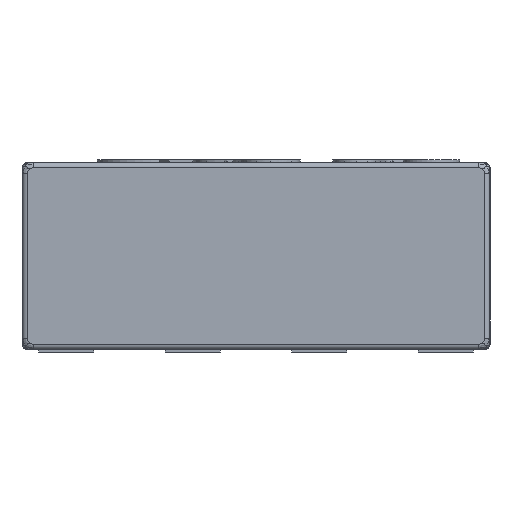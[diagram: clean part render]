
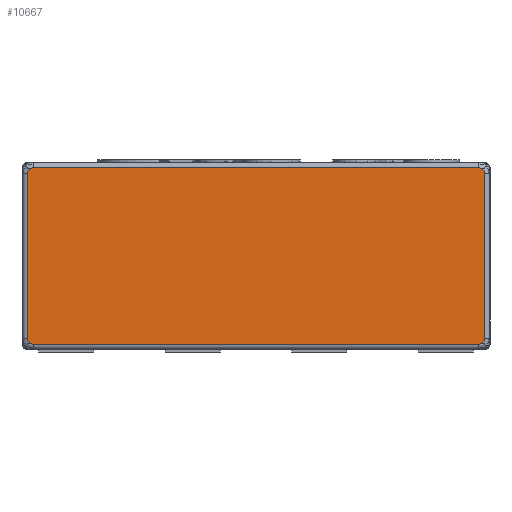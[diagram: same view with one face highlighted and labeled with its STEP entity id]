
A CAD part, left-side view. The second image highlights one B-rep face of the part: STEP entity #10667.
In plain terms, the highlighted planar face has unit normal (-1, 0, 0).
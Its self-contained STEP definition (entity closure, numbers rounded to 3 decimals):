
#539=PLANE('',#11378);
#879=LINE('',#19161,#1672);
#885=LINE('',#19329,#1678);
#886=LINE('',#19331,#1679);
#893=LINE('',#19408,#1686);
#1672=VECTOR('',#12138,10.);
#1678=VECTOR('',#12158,10.);
#1679=VECTOR('',#12161,10.);
#1686=VECTOR('',#12190,10.);
#2522=FACE_OUTER_BOUND('',#3138,.T.);
#3138=EDGE_LOOP('',(#7960,#7961,#7962,#7963,#7964,#7965,#7966,#7967,#7968,
#7969,#7970,#7971));
#3641=CIRCLE('',#11153,0.1);
#3661=CIRCLE('',#11173,0.1);
#3664=CIRCLE('',#11176,0.1);
#3671=CIRCLE('',#11183,0.1);
#3674=CIRCLE('',#11186,0.1);
#3701=CIRCLE('',#11213,0.1);
#3704=CIRCLE('',#11216,0.1);
#3803=CIRCLE('',#11349,0.1);
#4432=VERTEX_POINT('',#13867);
#4433=VERTEX_POINT('',#13874);
#4464=VERTEX_POINT('',#14627);
#4465=VERTEX_POINT('',#14634);
#4467=VERTEX_POINT('',#14680);
#4476=VERTEX_POINT('',#14865);
#4477=VERTEX_POINT('',#14872);
#4479=VERTEX_POINT('',#14918);
#4520=VERTEX_POINT('',#15869);
#4521=VERTEX_POINT('',#15876);
#4523=VERTEX_POINT('',#15922);
#4905=VERTEX_POINT('',#19324);
#5478=EDGE_CURVE('',#4432,#4433,#3641,.T.);
#5520=EDGE_CURVE('',#4464,#4465,#3661,.T.);
#5524=EDGE_CURVE('',#4467,#4464,#3664,.T.);
#5536=EDGE_CURVE('',#4476,#4477,#3671,.T.);
#5540=EDGE_CURVE('',#4479,#4476,#3674,.T.);
#5594=EDGE_CURVE('',#4520,#4521,#3701,.T.);
#5598=EDGE_CURVE('',#4523,#4520,#3704,.T.);
#6044=EDGE_CURVE('',#4465,#4523,#879,.T.);
#6054=EDGE_CURVE('',#4905,#4432,#3803,.T.);
#6056=EDGE_CURVE('',#4477,#4905,#885,.T.);
#6057=EDGE_CURVE('',#4433,#4467,#886,.T.);
#6069=EDGE_CURVE('',#4521,#4479,#893,.T.);
#7960=ORIENTED_EDGE('',*,*,#6054,.F.);
#7961=ORIENTED_EDGE('',*,*,#6056,.F.);
#7962=ORIENTED_EDGE('',*,*,#5536,.F.);
#7963=ORIENTED_EDGE('',*,*,#5540,.F.);
#7964=ORIENTED_EDGE('',*,*,#6069,.F.);
#7965=ORIENTED_EDGE('',*,*,#5594,.F.);
#7966=ORIENTED_EDGE('',*,*,#5598,.F.);
#7967=ORIENTED_EDGE('',*,*,#6044,.F.);
#7968=ORIENTED_EDGE('',*,*,#5520,.F.);
#7969=ORIENTED_EDGE('',*,*,#5524,.F.);
#7970=ORIENTED_EDGE('',*,*,#6057,.F.);
#7971=ORIENTED_EDGE('',*,*,#5478,.F.);
#10667=ADVANCED_FACE('',(#2522),#539,.T.);
#11153=AXIS2_PLACEMENT_3D('',#13875,#11635,#11636);
#11173=AXIS2_PLACEMENT_3D('',#14635,#11675,#11676);
#11176=AXIS2_PLACEMENT_3D('',#14682,#11681,#11682);
#11183=AXIS2_PLACEMENT_3D('',#14873,#11695,#11696);
#11186=AXIS2_PLACEMENT_3D('',#14920,#11701,#11702);
#11213=AXIS2_PLACEMENT_3D('',#15877,#11755,#11756);
#11216=AXIS2_PLACEMENT_3D('',#15924,#11761,#11762);
#11349=AXIS2_PLACEMENT_3D('',#19326,#12153,#12154);
#11378=AXIS2_PLACEMENT_3D('',#19435,#12232,#12233);
#11635=DIRECTION('center_axis',(1.,0.,0.));
#11636=DIRECTION('ref_axis',(0.,0.707,0.707));
#11675=DIRECTION('center_axis',(1.,0.,0.));
#11676=DIRECTION('ref_axis',(0.,-0.707,0.707));
#11681=DIRECTION('center_axis',(1.,0.,0.));
#11682=DIRECTION('ref_axis',(0.,-0.707,0.707));
#11695=DIRECTION('center_axis',(1.,0.,0.));
#11696=DIRECTION('ref_axis',(0.,0.707,-0.707));
#11701=DIRECTION('center_axis',(1.,0.,0.));
#11702=DIRECTION('ref_axis',(0.,0.707,-0.707));
#11755=DIRECTION('center_axis',(1.,0.,0.));
#11756=DIRECTION('ref_axis',(0.,-0.707,-0.707));
#11761=DIRECTION('center_axis',(1.,0.,0.));
#11762=DIRECTION('ref_axis',(0.,-0.707,-0.707));
#12138=DIRECTION('',(0.,0.,-1.));
#12153=DIRECTION('center_axis',(1.,0.,0.));
#12154=DIRECTION('ref_axis',(0.,0.707,0.707));
#12158=DIRECTION('',(0.,0.,1.));
#12161=DIRECTION('',(0.,-1.,0.));
#12190=DIRECTION('',(0.,1.,0.));
#12232=DIRECTION('center_axis',(-1.,0.,0.));
#12233=DIRECTION('ref_axis',(0.,-1.,0.));
#13867=CARTESIAN_POINT('',(-17.5,4.121,3.271));
#13874=CARTESIAN_POINT('',(-17.5,4.05,3.3));
#13875=CARTESIAN_POINT('Origin',(-17.5,4.05,3.2));
#14627=CARTESIAN_POINT('',(-17.5,-4.121,3.271));
#14634=CARTESIAN_POINT('',(-17.5,-4.15,3.2));
#14635=CARTESIAN_POINT('Origin',(-17.5,-4.05,3.2));
#14680=CARTESIAN_POINT('',(-17.5,-4.05,3.3));
#14682=CARTESIAN_POINT('Origin',(-17.5,-4.05,3.2));
#14865=CARTESIAN_POINT('',(-17.5,4.121,0.129));
#14872=CARTESIAN_POINT('',(-17.5,4.15,0.2));
#14873=CARTESIAN_POINT('Origin',(-17.5,4.05,0.2));
#14918=CARTESIAN_POINT('',(-17.5,4.05,0.1));
#14920=CARTESIAN_POINT('Origin',(-17.5,4.05,0.2));
#15869=CARTESIAN_POINT('',(-17.5,-4.121,0.129));
#15876=CARTESIAN_POINT('',(-17.5,-4.05,0.1));
#15877=CARTESIAN_POINT('Origin',(-17.5,-4.05,0.2));
#15922=CARTESIAN_POINT('',(-17.5,-4.15,0.2));
#15924=CARTESIAN_POINT('Origin',(-17.5,-4.05,0.2));
#19161=CARTESIAN_POINT('',(-17.5,-4.15,0.));
#19324=CARTESIAN_POINT('',(-17.5,4.15,3.2));
#19326=CARTESIAN_POINT('Origin',(-17.5,4.05,3.2));
#19329=CARTESIAN_POINT('',(-17.5,4.15,0.));
#19331=CARTESIAN_POINT('',(-17.5,2.125,3.3));
#19408=CARTESIAN_POINT('',(-17.5,2.125,0.1));
#19435=CARTESIAN_POINT('Origin',(-17.5,4.25,0.));
